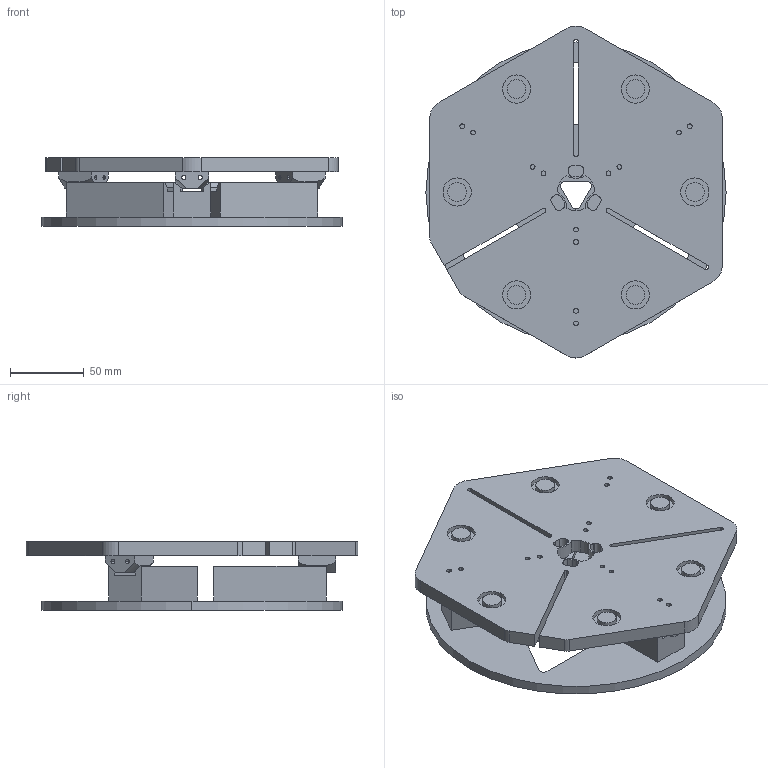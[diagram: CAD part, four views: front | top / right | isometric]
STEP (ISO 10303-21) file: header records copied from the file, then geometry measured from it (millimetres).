
FILE_DESCRIPTION (( 'STEP AP203' ), '1' );
FILE_NAME ('Kinematic Coupling Assembly.STEP', '2008-10-07T04:16:59', ( 'Folkers Rojas' ), ( 'None' ), 'SwSTEP 2.0', 'SolidWorks 2007', '' );
FILE_SCHEMA (( 'CONFIG_CONTROL_DESIGN' ));
Length unit declared in the file: millimetre
Products named in the file (7): Kinematic Coupling Assembly; Kinematic Coupling Bottom; Kinematic Coupling Top; Bottom holder; Male groove; TopPartplate2; Female groove
Assembly tree (10 placements, depth 3):
  Kinematic Coupling Assembly
    Kinematic Coupling Bottom
      Male groove  x3
      Bottom holder
    Kinematic Coupling Top
      Female groove  x3
      TopPartplate2
Bounding box: 203.2 x 224.67 x 46.65 mm (x, y, z)
Volume: 609170.3 mm3; surface area: 181348.5 mm2
Topology: 8 solids, 8 shells, 333 faces, 873 edges, 565 vertices
Faces by surface type: cylinder 204, plane 111, cone 18
Entity records: 8270 total; most frequent: DIRECTION 1367, CARTESIAN_POINT 1318, ORIENTED_EDGE 1214, EDGE_CURVE 607, AXIS2_PLACEMENT_3D 532, VERTEX_POINT 403, EDGE_LOOP 316, VECTOR 303
